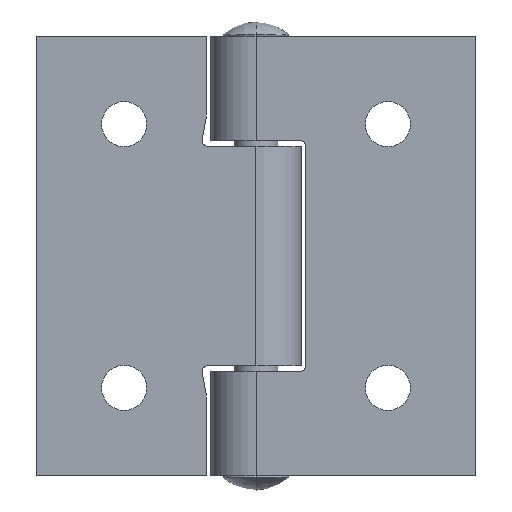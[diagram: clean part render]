
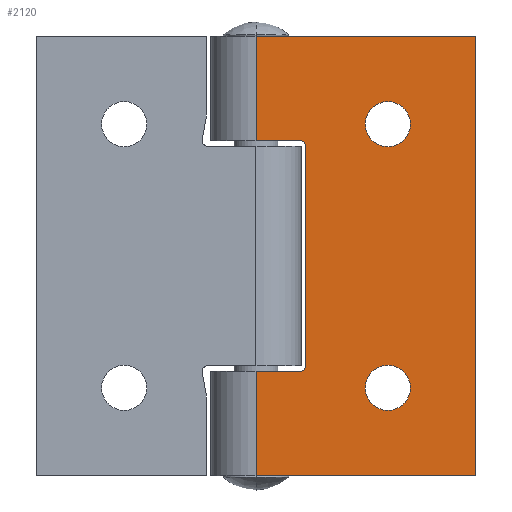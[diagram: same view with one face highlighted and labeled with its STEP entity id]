
A CAD part, front view. The second image highlights one B-rep face of the part: STEP entity #2120.
In plain terms, the highlighted planar face has unit normal (0, -1, 0).
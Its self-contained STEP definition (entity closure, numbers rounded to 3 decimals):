
#6 = VECTOR ( 'NONE', #2255, 1000. ) ;
#22 = VECTOR ( 'NONE', #1684, 1000. ) ;
#42 = EDGE_CURVE ( 'NONE', #1551, #336, #483, .T. ) ;
#45 = DIRECTION ( 'NONE',  ( 1., 0., 0. ) ) ;
#82 = CIRCLE ( 'NONE', #353, 2.05 ) ;
#104 = AXIS2_PLACEMENT_3D ( 'NONE', #1056, #2418, #1265 ) ;
#105 = EDGE_CURVE ( 'NONE', #653, #2466, #1402, .T. ) ;
#117 = CARTESIAN_POINT ( 'NONE',  ( 0., -2., 20. ) ) ;
#178 = CARTESIAN_POINT ( 'NONE',  ( -16., -2., -10. ) ) ;
#192 = ORIENTED_EDGE ( 'NONE', *, *, #42, .T. ) ;
#220 = EDGE_CURVE ( 'NONE', #2312, #653, #1434, .T. ) ;
#306 = VERTEX_POINT ( 'NONE', #1613 ) ;
#314 = CARTESIAN_POINT ( 'NONE',  ( -8., -2., 12. ) ) ;
#328 = EDGE_CURVE ( 'NONE', #1146, #963, #2097, .T. ) ;
#331 = EDGE_CURVE ( 'NONE', #2215, #306, #82, .T. ) ;
#334 = EDGE_CURVE ( 'NONE', #2066, #569, #2042, .T. ) ;
#336 = VERTEX_POINT ( 'NONE', #2201 ) ;
#344 = EDGE_CURVE ( 'NONE', #992, #336, #1564, .T. ) ;
#349 = EDGE_CURVE ( 'NONE', #2312, #992, #988, .T. ) ;
#353 = AXIS2_PLACEMENT_3D ( 'NONE', #2026, #871, #2213 ) ;
#357 = ORIENTED_EDGE ( 'NONE', *, *, #2410, .T. ) ;
#366 = EDGE_CURVE ( 'NONE', #2466, #2371, #526, .T. ) ;
#369 = AXIS2_PLACEMENT_3D ( 'NONE', #314, #1626, #525 ) ;
#370 = FACE_BOUND ( 'NONE', #1678, .T. ) ;
#374 = EDGE_CURVE ( 'NONE', #2371, #2066, #466, .T. ) ;
#378 = CARTESIAN_POINT ( 'NONE',  ( -10.05, -2., 12. ) ) ;
#384 = DIRECTION ( 'NONE',  ( 1., 0., 0. ) ) ;
#415 = VERTEX_POINT ( 'NONE', #806 ) ;
#466 = CIRCLE ( 'NONE', #104, 0.5 ) ;
#483 = LINE ( 'NONE', #906, #6 ) ;
#487 = ORIENTED_EDGE ( 'NONE', *, *, #331, .T. ) ;
#517 = DIRECTION ( 'NONE',  ( 0., 0., -1. ) ) ;
#525 = DIRECTION ( 'NONE',  ( 1., 0., 0. ) ) ;
#526 = LINE ( 'NONE', #1050, #2402 ) ;
#531 = EDGE_CURVE ( 'NONE', #569, #415, #1525, .T. ) ;
#537 = EDGE_CURVE ( 'NONE', #415, #1551, #1061, .T. ) ;
#569 = VERTEX_POINT ( 'NONE', #1902 ) ;
#574 = VECTOR ( 'NONE', #517, 1000. ) ;
#624 = PLANE ( 'NONE',  #1444 ) ;
#632 = ORIENTED_EDGE ( 'NONE', *, *, #366, .T. ) ;
#642 = DIRECTION ( 'NONE',  ( 0., 1., 0. ) ) ;
#651 = DIRECTION ( 'NONE',  ( 0., 1., 0. ) ) ;
#653 = VERTEX_POINT ( 'NONE', #1345 ) ;
#700 = CARTESIAN_POINT ( 'NONE',  ( -15.5, -2., -10.5 ) ) ;
#804 = CARTESIAN_POINT ( 'NONE',  ( 0., -2., 20. ) ) ;
#806 = CARTESIAN_POINT ( 'NONE',  ( -16., -2., -10.5 ) ) ;
#831 = CARTESIAN_POINT ( 'NONE',  ( -20., -2., -10.5 ) ) ;
#871 = DIRECTION ( 'NONE',  ( 0., 1., 0. ) ) ;
#906 = CARTESIAN_POINT ( 'NONE',  ( -20., -2., 20. ) ) ;
#933 = ORIENTED_EDGE ( 'NONE', *, *, #349, .F. ) ;
#963 = VERTEX_POINT ( 'NONE', #1773 ) ;
#988 = LINE ( 'NONE', #117, #2456 ) ;
#989 = CARTESIAN_POINT ( 'NONE',  ( -10.05, -2., -12. ) ) ;
#992 = VERTEX_POINT ( 'NONE', #1794 ) ;
#998 = ORIENTED_EDGE ( 'NONE', *, *, #537, .T. ) ;
#1004 = CARTESIAN_POINT ( 'NONE',  ( -20., -2., 10.5 ) ) ;
#1050 = CARTESIAN_POINT ( 'NONE',  ( -24.1, -2., 10.5 ) ) ;
#1056 = CARTESIAN_POINT ( 'NONE',  ( -16., -2., 10. ) ) ;
#1061 = LINE ( 'NONE', #1805, #22 ) ;
#1071 = CARTESIAN_POINT ( 'NONE',  ( 0., -2., 20. ) ) ;
#1146 = VERTEX_POINT ( 'NONE', #378 ) ;
#1159 = DIRECTION ( 'NONE',  ( 0., -1., 0. ) ) ;
#1255 = ORIENTED_EDGE ( 'NONE', *, *, #374, .T. ) ;
#1265 = DIRECTION ( 'NONE',  ( 1., 0., 0. ) ) ;
#1277 = VECTOR ( 'NONE', #2458, 1000. ) ;
#1296 = FACE_OUTER_BOUND ( 'NONE', #1546, .T. ) ;
#1308 = CARTESIAN_POINT ( 'NONE',  ( -20., -2., 20. ) ) ;
#1313 = AXIS2_PLACEMENT_3D ( 'NONE', #1770, #651, #1966 ) ;
#1320 = AXIS2_PLACEMENT_3D ( 'NONE', #1755, #642, #1956 ) ;
#1345 = CARTESIAN_POINT ( 'NONE',  ( -20., -2., 20. ) ) ;
#1364 = FACE_BOUND ( 'NONE', #1622, .T. ) ;
#1375 = ORIENTED_EDGE ( 'NONE', *, *, #334, .T. ) ;
#1402 = LINE ( 'NONE', #1308, #1277 ) ;
#1434 = LINE ( 'NONE', #1071, #2453 ) ;
#1440 = DIRECTION ( 'NONE',  ( -1., 0., 0. ) ) ;
#1444 = AXIS2_PLACEMENT_3D ( 'NONE', #804, #1159, #45 ) ;
#1449 = CIRCLE ( 'NONE', #1313, 2.05 ) ;
#1490 = VECTOR ( 'NONE', #1440, 1000. ) ;
#1495 = DIRECTION ( 'NONE',  ( 0., 1., 0. ) ) ;
#1525 = CIRCLE ( 'NONE', #2389, 0.5 ) ;
#1546 = EDGE_LOOP ( 'NONE', ( #1375, #2152, #998, #192, #2188, #933, #1736, #2335, #632, #1255 ) ) ;
#1551 = VERTEX_POINT ( 'NONE', #831 ) ;
#1564 = LINE ( 'NONE', #1832, #1490 ) ;
#1613 = CARTESIAN_POINT ( 'NONE',  ( -5.95, -2., -12. ) ) ;
#1622 = EDGE_LOOP ( 'NONE', ( #487, #357 ) ) ;
#1626 = DIRECTION ( 'NONE',  ( 0., 1., 0. ) ) ;
#1639 = DIRECTION ( 'NONE',  ( 1., 0., 0. ) ) ;
#1678 = EDGE_LOOP ( 'NONE', ( #2281, #1860 ) ) ;
#1684 = DIRECTION ( 'NONE',  ( -1., 0., 0. ) ) ;
#1706 = CARTESIAN_POINT ( 'NONE',  ( -15.5, -2., 10. ) ) ;
#1736 = ORIENTED_EDGE ( 'NONE', *, *, #220, .T. ) ;
#1748 = CARTESIAN_POINT ( 'NONE',  ( -16., -2., 10.5 ) ) ;
#1755 = CARTESIAN_POINT ( 'NONE',  ( -8., -2., 12. ) ) ;
#1770 = CARTESIAN_POINT ( 'NONE',  ( -8., -2., -12. ) ) ;
#1773 = CARTESIAN_POINT ( 'NONE',  ( -5.95, -2., 12. ) ) ;
#1794 = CARTESIAN_POINT ( 'NONE',  ( 0., -2., -20. ) ) ;
#1805 = CARTESIAN_POINT ( 'NONE',  ( -24.1, -2., -10.5 ) ) ;
#1832 = CARTESIAN_POINT ( 'NONE',  ( 0., -2., -20. ) ) ;
#1838 = DIRECTION ( 'NONE',  ( 0., 0., -1. ) ) ;
#1852 = CIRCLE ( 'NONE', #1320, 2.05 ) ;
#1860 = ORIENTED_EDGE ( 'NONE', *, *, #2395, .T. ) ;
#1902 = CARTESIAN_POINT ( 'NONE',  ( -15.5, -2., -10. ) ) ;
#1956 = DIRECTION ( 'NONE',  ( 1., 0., 0. ) ) ;
#1966 = DIRECTION ( 'NONE',  ( -1., 0., 0. ) ) ;
#2026 = CARTESIAN_POINT ( 'NONE',  ( -8., -2., -12. ) ) ;
#2042 = LINE ( 'NONE', #700, #574 ) ;
#2066 = VERTEX_POINT ( 'NONE', #1706 ) ;
#2097 = CIRCLE ( 'NONE', #369, 2.05 ) ;
#2120 = ADVANCED_FACE ( 'NONE', ( #370, #1364, #1296 ), #624, .T. ) ;
#2152 = ORIENTED_EDGE ( 'NONE', *, *, #531, .T. ) ;
#2188 = ORIENTED_EDGE ( 'NONE', *, *, #344, .F. ) ;
#2201 = CARTESIAN_POINT ( 'NONE',  ( -20., -2., -20. ) ) ;
#2213 = DIRECTION ( 'NONE',  ( -1., 0., 0. ) ) ;
#2215 = VERTEX_POINT ( 'NONE', #989 ) ;
#2255 = DIRECTION ( 'NONE',  ( 0., 0., -1. ) ) ;
#2281 = ORIENTED_EDGE ( 'NONE', *, *, #328, .T. ) ;
#2308 = CARTESIAN_POINT ( 'NONE',  ( 0., -2., 20. ) ) ;
#2312 = VERTEX_POINT ( 'NONE', #2308 ) ;
#2335 = ORIENTED_EDGE ( 'NONE', *, *, #105, .T. ) ;
#2371 = VERTEX_POINT ( 'NONE', #1748 ) ;
#2389 = AXIS2_PLACEMENT_3D ( 'NONE', #178, #1495, #384 ) ;
#2395 = EDGE_CURVE ( 'NONE', #963, #1146, #1852, .T. ) ;
#2402 = VECTOR ( 'NONE', #1639, 1000. ) ;
#2410 = EDGE_CURVE ( 'NONE', #306, #2215, #1449, .T. ) ;
#2418 = DIRECTION ( 'NONE',  ( 0., 1., 0. ) ) ;
#2432 = DIRECTION ( 'NONE',  ( -1., 0., 0. ) ) ;
#2453 = VECTOR ( 'NONE', #2432, 1000. ) ;
#2456 = VECTOR ( 'NONE', #1838, 1000. ) ;
#2458 = DIRECTION ( 'NONE',  ( 0., 0., -1. ) ) ;
#2466 = VERTEX_POINT ( 'NONE', #1004 ) ;
